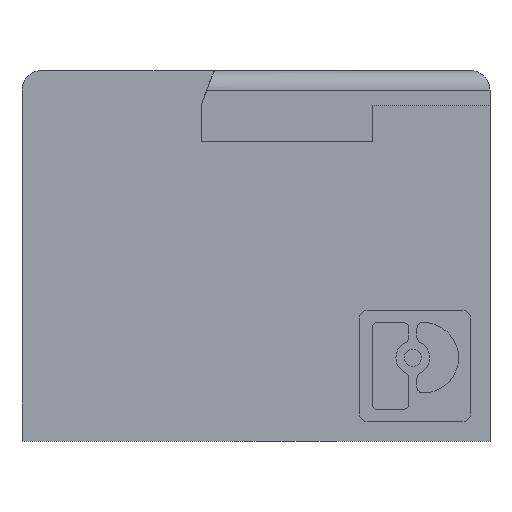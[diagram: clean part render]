
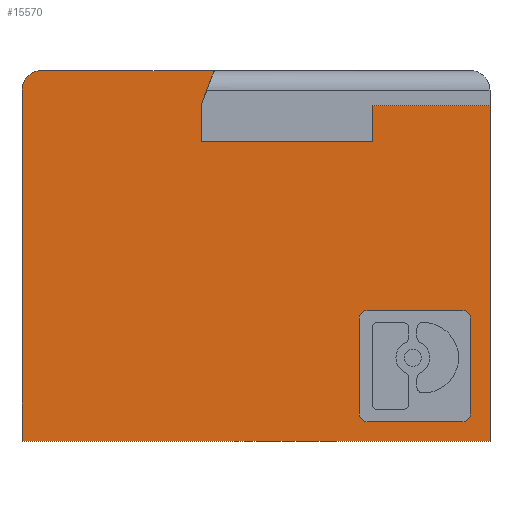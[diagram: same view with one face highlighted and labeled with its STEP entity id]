
A CAD part, top view. The second image highlights one B-rep face of the part: STEP entity #15570.
In plain terms, the highlighted face is planar.
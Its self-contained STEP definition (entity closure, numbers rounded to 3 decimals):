
#1300=CARTESIAN_POINT('',(10.401,39.026,0.));
#1310=VERTEX_POINT('',#1300);
#1340=CARTESIAN_POINT('',(10.401,0.,0.));
#1350=DIRECTION('',(0.,1.,0.));
#1360=VECTOR('',#1350,1.);
#1370=LINE('',#1340,#1360);
#1380=CARTESIAN_POINT('',(10.401,47.626,0.));
#1390=VERTEX_POINT('',#1380);
#1400=EDGE_CURVE('',#1310,#1390,#1370,.T.);
#1940=CARTESIAN_POINT('',(10.401,48.026,11.5));
#1950=DIRECTION('',(1.,0.,0.));
#1960=DIRECTION('',(0.,-1.,0.));
#1970=AXIS2_PLACEMENT_3D('',#1940,#1950,#1960);
#1980=CIRCLE('',#1970,0.5);
#1990=CARTESIAN_POINT('',(10.401,48.526,11.5));
#2000=VERTEX_POINT('',#1990);
#2010=CARTESIAN_POINT('',(10.401,48.026,12.));
#2020=VERTEX_POINT('',#2010);
#2030=EDGE_CURVE('',#2000,#2020,#1980,.T.);
#3650=CARTESIAN_POINT('',(10.401,48.526,7.07));
#3660=VERTEX_POINT('',#3650);
#3690=CARTESIAN_POINT('',(10.401,48.526,0.));
#3700=DIRECTION('',(0.,0.,-1.));
#3710=VECTOR('',#3700,1.);
#3720=LINE('',#3690,#3710);
#3730=EDGE_CURVE('',#2000,#3660,#3720,.T.);
#4980=CARTESIAN_POINT('',(10.401,39.026,0.));
#4990=DIRECTION('',(0.,0.,1.));
#5000=VECTOR('',#4990,1.);
#5010=LINE('',#4980,#5000);
#5020=CARTESIAN_POINT('',(10.401,39.026,12.));
#5030=VERTEX_POINT('',#5020);
#5040=EDGE_CURVE('',#1310,#5030,#5010,.T.);
#12090=CARTESIAN_POINT('',(10.401,47.666,7.4));
#12100=VERTEX_POINT('',#12090);
#12130=CARTESIAN_POINT('',(10.401,0.,25.697));
#12140=DIRECTION('',(0.,-0.934,
0.358));
#12150=VECTOR('',#12140,1.);
#12160=LINE('',#12130,#12150);
#12170=EDGE_CURVE('',#3660,#12100,#12160,.T.);
#12390=CARTESIAN_POINT('',(10.401,47.626,0.));
#12400=DIRECTION('',(0.,0.,-1.));
#12410=VECTOR('',#12400,1.);
#12420=LINE('',#12390,#12410);
#12430=CARTESIAN_POINT('',(10.401,47.626,3.));
#12440=VERTEX_POINT('',#12430);
#12450=EDGE_CURVE('',#12440,#1390,#12420,.T.);
#13210=CARTESIAN_POINT('',(10.401,0.,3.));
#13220=DIRECTION('',(0.,1.,0.));
#13230=VECTOR('',#13220,1.);
#13240=LINE('',#13210,#13230);
#13250=CARTESIAN_POINT('',(10.401,46.696,3.));
#13260=VERTEX_POINT('',#13250);
#13270=EDGE_CURVE('',#13260,#12440,#13240,.T.);
#14150=CARTESIAN_POINT('',(10.401,46.696,7.4));
#14160=VERTEX_POINT('',#14150);
#14190=CARTESIAN_POINT('',(10.401,0.,7.4));
#14200=DIRECTION('',(0.,1.,0.));
#14210=VECTOR('',#14200,1.);
#14220=LINE('',#14190,#14210);
#14230=EDGE_CURVE('',#14160,#12100,#14220,.T.);
#14600=CARTESIAN_POINT('',(10.401,46.226,0.));
#14610=DIRECTION('',(1.,0.,0.));
#14620=DIRECTION('',(0.,-1.,0.));
#14630=AXIS2_PLACEMENT_3D('',#14600,#14610,#14620);
#14640=PLANE('',#14630);
#14650=ORIENTED_EDGE('',*,*,#5040,.F.);
#14660=CARTESIAN_POINT('',(10.401,0.,12.));
#14670=DIRECTION('',(0.,1.,0.));
#14680=VECTOR('',#14670,1.);
#14690=LINE('',#14660,#14680);
#14700=EDGE_CURVE('',#5030,#2020,#14690,.T.);
#14710=ORIENTED_EDGE('',*,*,#14700,.F.);
#14720=ORIENTED_EDGE('',*,*,#2030,.T.);
#14730=ORIENTED_EDGE('',*,*,#3730,.F.);
#14740=ORIENTED_EDGE('',*,*,#12170,.F.);
#14750=ORIENTED_EDGE('',*,*,#14230,.T.);
#14760=CARTESIAN_POINT('',(10.401,46.696,0.));
#14770=DIRECTION('',(0.,0.,-1.));
#14780=VECTOR('',#14770,1.);
#14790=LINE('',#14760,#14780);
#14800=EDGE_CURVE('',#14160,#13260,#14790,.T.);
#14810=ORIENTED_EDGE('',*,*,#14800,.F.);
#14820=ORIENTED_EDGE('',*,*,#13270,.F.);
#14830=ORIENTED_EDGE('',*,*,#12450,.F.);
#14840=ORIENTED_EDGE('',*,*,#1400,.T.);
#14850=EDGE_LOOP('',(#14840,#14830,#14820,#14810,#14750,#14740,#14730,
#14720,#14710,#14650));
#14860=FACE_OUTER_BOUND('',#14850,.T.);
#14870=CARTESIAN_POINT('',(10.401,0.,3.35));
#14880=DIRECTION('',(0.,-1.,0.));
#14890=VECTOR('',#14880,1.);
#14900=LINE('',#14870,#14890);
#14910=CARTESIAN_POINT('',(10.401,42.176,
3.35));
#14920=VERTEX_POINT('',#14910);
#14930=CARTESIAN_POINT('',(10.401,39.726,
3.35));
#14940=VERTEX_POINT('',#14930);
#14950=EDGE_CURVE('',#14920,#14940,#14900,.T.);
#14960=ORIENTED_EDGE('',*,*,#14950,.F.);
#14970=CARTESIAN_POINT('',(10.401,39.726,
3.15));
#14980=DIRECTION('',(1.,0.,0.));
#14990=DIRECTION('',(0.,0.,-1.));
#15000=AXIS2_PLACEMENT_3D('',#14970,#14980,#14990);
#15010=CIRCLE('',#15000,0.2);
#15020=CARTESIAN_POINT('',(10.401,39.526,
3.15));
#15030=VERTEX_POINT('',#15020);
#15040=EDGE_CURVE('',#14940,#15030,#15010,.T.);
#15050=ORIENTED_EDGE('',*,*,#15040,.F.);
#15060=CARTESIAN_POINT('',(10.401,39.526,0.));
#15070=DIRECTION('',(0.,0.,-1.));
#15080=VECTOR('',#15070,1.);
#15090=LINE('',#15060,#15080);
#15100=CARTESIAN_POINT('',(10.401,39.526,
0.7));
#15110=VERTEX_POINT('',#15100);
#15120=EDGE_CURVE('',#15030,#15110,#15090,.T.);
#15130=ORIENTED_EDGE('',*,*,#15120,.F.);
#15140=CARTESIAN_POINT('',(10.401,39.726,
0.7));
#15150=DIRECTION('',(1.,0.,0.));
#15160=DIRECTION('',(0.,0.,-1.));
#15170=AXIS2_PLACEMENT_3D('',#15140,#15150,#15160);
#15180=CIRCLE('',#15170,0.2);
#15190=CARTESIAN_POINT('',(10.401,39.726,
0.5));
#15200=VERTEX_POINT('',#15190);
#15210=EDGE_CURVE('',#15110,#15200,#15180,.T.);
#15220=ORIENTED_EDGE('',*,*,#15210,.F.);
#15230=CARTESIAN_POINT('',(10.401,0.,0.5));
#15240=DIRECTION('',(0.,1.,0.));
#15250=VECTOR('',#15240,1.);
#15260=LINE('',#15230,#15250);
#15270=CARTESIAN_POINT('',(10.401,42.176,
0.5));
#15280=VERTEX_POINT('',#15270);
#15290=EDGE_CURVE('',#15200,#15280,#15260,.T.);
#15300=ORIENTED_EDGE('',*,*,#15290,.F.);
#15310=CARTESIAN_POINT('',(10.401,42.176,
0.7));
#15320=DIRECTION('',(1.,0.,0.));
#15330=DIRECTION('',(0.,0.,-1.));
#15340=AXIS2_PLACEMENT_3D('',#15310,#15320,#15330);
#15350=CIRCLE('',#15340,0.2);
#15360=CARTESIAN_POINT('',(10.401,42.376,
0.7));
#15370=VERTEX_POINT('',#15360);
#15380=EDGE_CURVE('',#15280,#15370,#15350,.T.);
#15390=ORIENTED_EDGE('',*,*,#15380,.F.);
#15400=CARTESIAN_POINT('',(10.401,42.376,0.));
#15410=DIRECTION('',(0.,0.,1.));
#15420=VECTOR('',#15410,1.);
#15430=LINE('',#15400,#15420);
#15440=CARTESIAN_POINT('',(10.401,42.376,
3.15));
#15450=VERTEX_POINT('',#15440);
#15460=EDGE_CURVE('',#15370,#15450,#15430,.T.);
#15470=ORIENTED_EDGE('',*,*,#15460,.F.);
#15480=CARTESIAN_POINT('',(10.401,42.176,
3.15));
#15490=DIRECTION('',(1.,0.,0.));
#15500=DIRECTION('',(0.,0.,-1.));
#15510=AXIS2_PLACEMENT_3D('',#15480,#15490,#15500);
#15520=CIRCLE('',#15510,0.2);
#15530=EDGE_CURVE('',#15450,#14920,#15520,.T.);
#15540=ORIENTED_EDGE('',*,*,#15530,.F.);
#15550=EDGE_LOOP('',(#15540,#15470,#15390,#15300,#15220,#15130,#15050,
#14960));
#15560=FACE_BOUND('',#15550,.T.);
#15570=ADVANCED_FACE('',(#14860,#15560),#14640,.T.);
